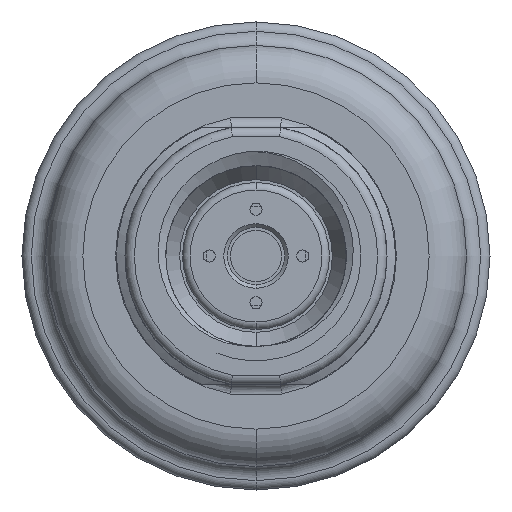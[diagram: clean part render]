
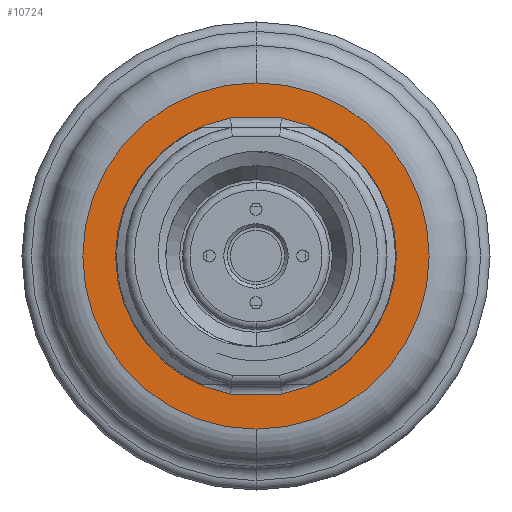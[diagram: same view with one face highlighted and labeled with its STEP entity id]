
A CAD part, front view. The second image highlights one B-rep face of the part: STEP entity #10724.
In plain terms, the highlighted planar face has unit normal (0, -1, 0).
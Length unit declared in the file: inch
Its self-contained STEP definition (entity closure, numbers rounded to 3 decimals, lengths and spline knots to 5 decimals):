
#2921=CARTESIAN_POINT('',(0.,-0.15748,0.));
#2922=DIRECTION('',(0.,-1.,0.));
#2923=DIRECTION('',(0.,0.,-1.));
#2924=AXIS2_PLACEMENT_3D('',#2921,#2922,#2923);
#2926=CARTESIAN_POINT('',(0.,-0.15748,0.));
#2927=DIRECTION('',(0.,-1.,0.));
#2928=DIRECTION('',(0.,0.,1.));
#2929=AXIS2_PLACEMENT_3D('',#2926,#2927,#2928);
#2931=CARTESIAN_POINT('',(0.,-0.15748,0.));
#2932=DIRECTION('',(0.,-1.,0.));
#2933=DIRECTION('',(-0.182,0.,0.983));
#2934=AXIS2_PLACEMENT_3D('',#2931,#2932,#2933);
#2936=DIRECTION('',(1.,0.,0.));
#2937=VECTOR('',#2936,0.21474);
#2938=CARTESIAN_POINT('',(-0.10737,-0.15748,
-0.58071));
#2939=LINE('',#2938,#2937);
#2940=CARTESIAN_POINT('',(0.,-0.15748,0.));
#2941=DIRECTION('',(0.,-1.,0.));
#2942=DIRECTION('',(0.182,0.,-0.983));
#2943=AXIS2_PLACEMENT_3D('',#2940,#2941,#2942);
#2945=DIRECTION('',(-1.,0.,0.));
#2946=VECTOR('',#2945,0.21474);
#2947=CARTESIAN_POINT('',(0.10737,-0.15748,
0.58071));
#2948=LINE('',#2947,#2946);
#8094=CARTESIAN_POINT('',(-0.10737,-0.15748,
0.58071));
#8095=CARTESIAN_POINT('',(-0.10737,-0.15748,
-0.58071));
#8096=VERTEX_POINT('',#8094);
#8097=VERTEX_POINT('',#8095);
#8102=CARTESIAN_POINT('',(0.10737,-0.15748,
-0.58071));
#8103=CARTESIAN_POINT('',(0.10737,-0.15748,
0.58071));
#8104=VERTEX_POINT('',#8102);
#8105=VERTEX_POINT('',#8103);
#8354=CARTESIAN_POINT('',(0.,-0.15748,-0.72835));
#8355=CARTESIAN_POINT('',(0.,-0.15748,0.72835));
#8356=VERTEX_POINT('',#8354);
#8357=VERTEX_POINT('',#8355);
#10704=CARTESIAN_POINT('',(0.,-0.15748,0.));
#10705=DIRECTION('',(0.,-1.,0.));
#10706=DIRECTION('',(0.,0.,1.));
#10707=AXIS2_PLACEMENT_3D('',#10704,#10705,#10706);
#10708=PLANE('',#10707);
#10710=ORIENTED_EDGE('',*,*,#10709,.F.);
#10712=ORIENTED_EDGE('',*,*,#10711,.F.);
#10713=EDGE_LOOP('',(#10710,#10712));
#10714=FACE_OUTER_BOUND('',#10713,.F.);
#10715=ORIENTED_EDGE('',*,*,#10694,.T.);
#10717=ORIENTED_EDGE('',*,*,#10716,.T.);
#10719=ORIENTED_EDGE('',*,*,#10718,.T.);
#10721=ORIENTED_EDGE('',*,*,#10720,.T.);
#10722=EDGE_LOOP('',(#10715,#10717,#10719,#10721));
#10723=FACE_BOUND('',#10722,.F.);
#10724=ADVANCED_FACE('',(#10714,#10723),#10708,.T.);
#2925=CIRCLE('',#2924,0.72835);
#2930=CIRCLE('',#2929,0.72835);
#2935=CIRCLE('',#2934,0.59055);
#2944=CIRCLE('',#2943,0.59055);
#10694=EDGE_CURVE('',#8096,#8097,#2935,.T.);
#10709=EDGE_CURVE('',#8356,#8357,#2925,.T.);
#10711=EDGE_CURVE('',#8357,#8356,#2930,.T.);
#10716=EDGE_CURVE('',#8097,#8104,#2939,.T.);
#10718=EDGE_CURVE('',#8104,#8105,#2944,.T.);
#10720=EDGE_CURVE('',#8105,#8096,#2948,.T.);
